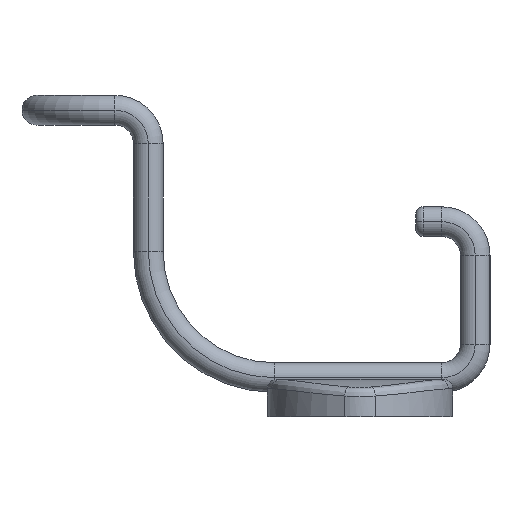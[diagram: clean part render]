
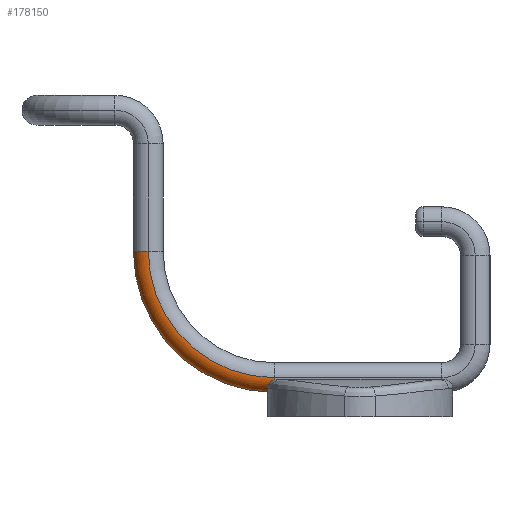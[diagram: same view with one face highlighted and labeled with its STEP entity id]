
A CAD part, left-side view. The second image highlights one B-rep face of the part: STEP entity #178150.
In plain terms, the highlighted toroidal (fillet/blend) face has major radius 34 mm and minor radius 4 mm.
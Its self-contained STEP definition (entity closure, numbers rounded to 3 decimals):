
#162070=CARTESIAN_POINT('',(-161.,57.,44.5));
#162080=DIRECTION('',(0.,0.,1.));
#162090=DIRECTION('',(0.,1.,0.));
#162100=AXIS2_PLACEMENT_3D('',#162070,#162080,#162090);
#162110=CIRCLE('',#162100,4.);
#162120=CARTESIAN_POINT('',(-161.,61.,44.5));
#162130=VERTEX_POINT('',#162120);
#162140=CARTESIAN_POINT('',(-165.,57.,44.5));
#162150=VERTEX_POINT('',#162140);
#162160=EDGE_CURVE('',#162130,#162150,#162110,.T.);
#177700=CARTESIAN_POINT('',(-161.,23.,6.5));
#177710=VERTEX_POINT('',#177700);
#177740=CARTESIAN_POINT('',(-161.,23.,10.5));
#177750=DIRECTION('',(0.,1.,0.));
#177760=DIRECTION('',(0.,0.,-1.));
#177770=AXIS2_PLACEMENT_3D('',#177740,#177750,#177760);
#177780=CIRCLE('',#177770,4.);
#177790=CARTESIAN_POINT('',(-165.,23.,10.5));
#177800=VERTEX_POINT('',#177790);
#177810=EDGE_CURVE('',#177710,#177800,#177780,.T.);
#177920=CARTESIAN_POINT('',(-161.,23.,44.5));
#177930=DIRECTION('',(1.,0.,0.));
#177940=DIRECTION('',(0.,-1.,0.));
#177950=AXIS2_PLACEMENT_3D('',#177920,#177930,#177940);
#177960=TOROIDAL_SURFACE('',#177950,34.,4.);
#177970=ORIENTED_EDGE('',*,*,#162160,.F.);
#177980=CARTESIAN_POINT('',(-165.,23.,44.5));
#177990=DIRECTION('',(1.,0.,0.));
#178000=DIRECTION('',(0.,-1.,0.));
#178010=AXIS2_PLACEMENT_3D('',#177980,#177990,#178000);
#178020=CIRCLE('',#178010,34.);
#178030=EDGE_CURVE('',#177800,#162150,#178020,.T.);
#178040=ORIENTED_EDGE('',*,*,#178030,.T.);
#178050=ORIENTED_EDGE('',*,*,#177810,.T.);
#178060=CARTESIAN_POINT('',(-161.,23.,44.5));
#178070=DIRECTION('',(1.,0.,0.));
#178080=DIRECTION('',(0.,-1.,0.));
#178090=AXIS2_PLACEMENT_3D('',#178060,#178070,#178080);
#178100=CIRCLE('',#178090,38.);
#178110=EDGE_CURVE('',#177710,#162130,#178100,.T.);
#178120=ORIENTED_EDGE('',*,*,#178110,.F.);
#178130=EDGE_LOOP('',(#178120,#178050,#178040,#177970));
#178140=FACE_OUTER_BOUND('',#178130,.T.);
#178150=ADVANCED_FACE('',(#178140),#177960,.T.);
